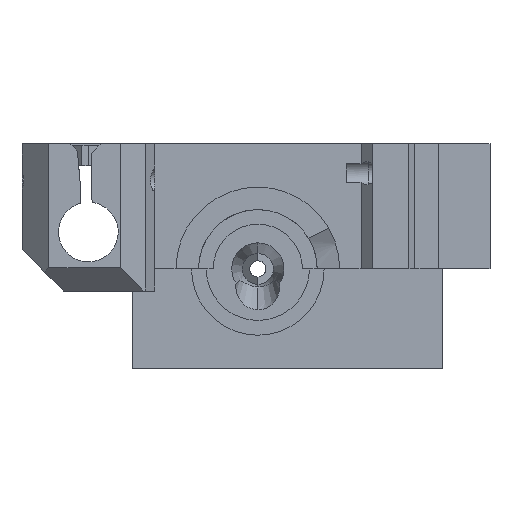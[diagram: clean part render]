
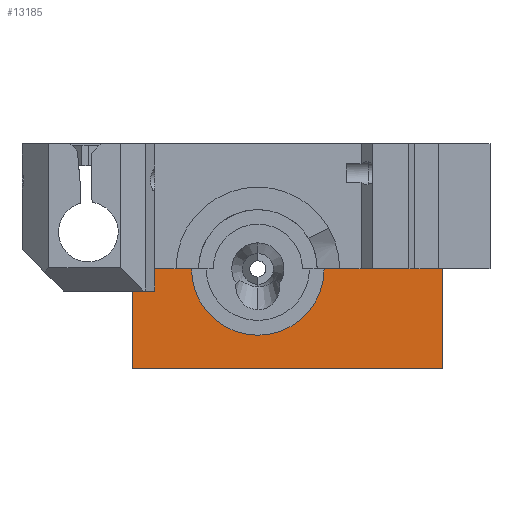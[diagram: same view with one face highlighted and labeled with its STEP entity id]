
A CAD part, front view. The second image highlights one B-rep face of the part: STEP entity #13185.
In plain terms, the highlighted planar face has unit normal (0, -1, 0).
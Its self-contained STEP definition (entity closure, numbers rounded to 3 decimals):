
#49 = CARTESIAN_POINT ( 'NONE',  ( -17., 6., -17. ) ) ;
#159 = FACE_OUTER_BOUND ( 'NONE', #11526, .T. ) ;
#293 = CARTESIAN_POINT ( 'NONE',  ( 9., 6., -17. ) ) ;
#1039 = DIRECTION ( 'NONE',  ( 0., 0., -1. ) ) ;
#1078 = DIRECTION ( 'NONE',  ( 0., 0., 1. ) ) ;
#1158 = CARTESIAN_POINT ( 'NONE',  ( -18., 6., -49. ) ) ;
#1402 = CARTESIAN_POINT ( 'NONE',  ( 25., 6., -30.5 ) ) ;
#1502 = VERTEX_POINT ( 'NONE', #1402 ) ;
#2498 = EDGE_CURVE ( 'NONE', #17934, #23008, #4288, .T. ) ;
#2818 = VECTOR ( 'NONE', #19292, 1000. ) ;
#3080 = DIRECTION ( 'NONE',  ( 1., 0., 0. ) ) ;
#3330 = VERTEX_POINT ( 'NONE', #49 ) ;
#3337 = VECTOR ( 'NONE', #7821, 1000. ) ;
#3370 = EDGE_CURVE ( 'NONE', #21361, #1502, #21741, .T. ) ;
#3444 = LINE ( 'NONE', #5991, #7697 ) ;
#3566 = VERTEX_POINT ( 'NONE', #17116 ) ;
#4288 = CIRCLE ( 'NONE', #15547, 9. ) ;
#4407 = EDGE_CURVE ( 'NONE', #3566, #1502, #3444, .T. ) ;
#4680 = DIRECTION ( 'NONE',  ( 0., -1., 0. ) ) ;
#5043 = LINE ( 'NONE', #17460, #22499 ) ;
#5629 = DIRECTION ( 'NONE',  ( 0., 0., -1. ) ) ;
#5667 = EDGE_CURVE ( 'NONE', #3566, #23008, #9627, .T. ) ;
#5844 = AXIS2_PLACEMENT_3D ( 'NONE', #1158, #13959, #1078 ) ;
#5991 = CARTESIAN_POINT ( 'NONE',  ( 25., 6., -30.5 ) ) ;
#6454 = LINE ( 'NONE', #16657, #3337 ) ;
#6661 = CARTESIAN_POINT ( 'NONE',  ( -18., 6., -17. ) ) ;
#7105 = ORIENTED_EDGE ( 'NONE', *, *, #2498, .F. ) ;
#7697 = VECTOR ( 'NONE', #18471, 1000. ) ;
#7821 = DIRECTION ( 'NONE',  ( 0., 0., -1. ) ) ;
#8854 = CARTESIAN_POINT ( 'NONE',  ( -17., 6., -30.5 ) ) ;
#9627 = LINE ( 'NONE', #6661, #2818 ) ;
#10900 = CARTESIAN_POINT ( 'NONE',  ( -17., 6., -30.5 ) ) ;
#11401 = ORIENTED_EDGE ( 'NONE', *, *, #23038, .T. ) ;
#11526 = EDGE_LOOP ( 'NONE', ( #11401, #22436, #12980, #13466, #7105, #14675, #12218 ) ) ;
#11895 = CARTESIAN_POINT ( 'NONE',  ( 0., 6., -17. ) ) ;
#12218 = ORIENTED_EDGE ( 'NONE', *, *, #15472, .F. ) ;
#12632 = CARTESIAN_POINT ( 'NONE',  ( -9., 6., -17. ) ) ;
#12681 = CARTESIAN_POINT ( 'NONE',  ( 0., 6., -26. ) ) ;
#12980 = ORIENTED_EDGE ( 'NONE', *, *, #4407, .F. ) ;
#13185 = ADVANCED_FACE ( 'NONE', ( #159 ), #21131, .F. ) ;
#13466 = ORIENTED_EDGE ( 'NONE', *, *, #5667, .T. ) ;
#13959 = DIRECTION ( 'NONE',  ( 0., 1., 0. ) ) ;
#14259 = EDGE_CURVE ( 'NONE', #16144, #17934, #17059, .T. ) ;
#14626 = CARTESIAN_POINT ( 'NONE',  ( 0., 6., -17. ) ) ;
#14675 = ORIENTED_EDGE ( 'NONE', *, *, #14259, .F. ) ;
#15472 = EDGE_CURVE ( 'NONE', #3330, #16144, #5043, .T. ) ;
#15547 = AXIS2_PLACEMENT_3D ( 'NONE', #11895, #4680, #1039 ) ;
#16144 = VERTEX_POINT ( 'NONE', #12632 ) ;
#16657 = CARTESIAN_POINT ( 'NONE',  ( -17., 6., -30.5 ) ) ;
#17059 = CIRCLE ( 'NONE', #17979, 9. ) ;
#17116 = CARTESIAN_POINT ( 'NONE',  ( 25., 6., -17. ) ) ;
#17460 = CARTESIAN_POINT ( 'NONE',  ( -18., 6., -17. ) ) ;
#17934 = VERTEX_POINT ( 'NONE', #12681 ) ;
#17979 = AXIS2_PLACEMENT_3D ( 'NONE', #14626, #19848, #5629 ) ;
#18050 = DIRECTION ( 'NONE',  ( 1., 0., 0. ) ) ;
#18063 = VECTOR ( 'NONE', #18050, 1000. ) ;
#18471 = DIRECTION ( 'NONE',  ( 0., 0., -1. ) ) ;
#19292 = DIRECTION ( 'NONE',  ( -1., 0., 0. ) ) ;
#19848 = DIRECTION ( 'NONE',  ( 0., -1., 0. ) ) ;
#21131 = PLANE ( 'NONE',  #5844 ) ;
#21361 = VERTEX_POINT ( 'NONE', #8854 ) ;
#21741 = LINE ( 'NONE', #10900, #18063 ) ;
#22436 = ORIENTED_EDGE ( 'NONE', *, *, #3370, .T. ) ;
#22499 = VECTOR ( 'NONE', #3080, 1000. ) ;
#23008 = VERTEX_POINT ( 'NONE', #293 ) ;
#23038 = EDGE_CURVE ( 'NONE', #3330, #21361, #6454, .T. ) ;
